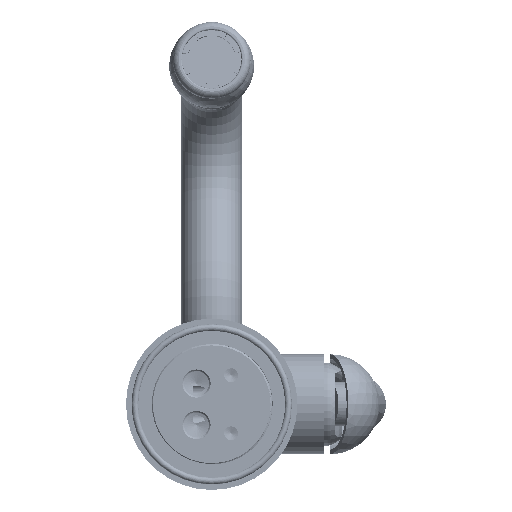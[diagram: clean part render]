
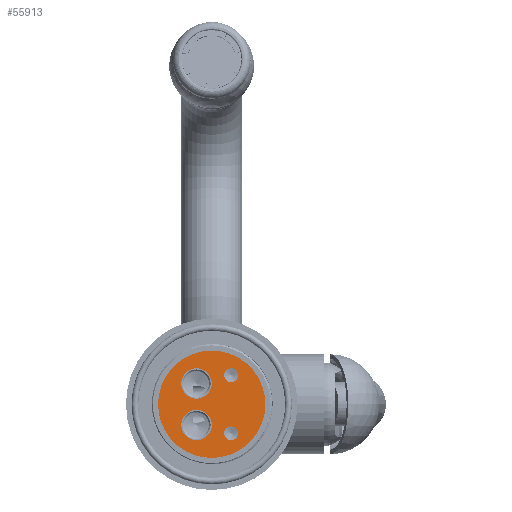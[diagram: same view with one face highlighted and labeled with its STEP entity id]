
A CAD part, front view. The second image highlights one B-rep face of the part: STEP entity #55913.
In plain terms, the highlighted planar face has unit normal (0, -1, 0).
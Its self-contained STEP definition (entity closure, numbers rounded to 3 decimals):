
#63 = EDGE_CURVE ( 'NONE', #4700, #24235, #32786, .T. ) ;
#609 = CARTESIAN_POINT ( 'NONE',  ( -5.5, 1., -7.5 ) ) ;
#1180 = DIRECTION ( 'NONE',  ( 0., 0., -1. ) ) ;
#3680 = CARTESIAN_POINT ( 'NONE',  ( -5.5, 1., 2. ) ) ;
#4227 = CIRCLE ( 'NONE', #5835, 2.5 ) ;
#4252 = VERTEX_POINT ( 'NONE', #58415 ) ;
#4700 = VERTEX_POINT ( 'NONE', #98290 ) ;
#5235 = EDGE_LOOP ( 'NONE', ( #42480, #43472 ) ) ;
#5835 = AXIS2_PLACEMENT_3D ( 'NONE', #42256, #83681, #52818 ) ;
#6182 = AXIS2_PLACEMENT_3D ( 'NONE', #66785, #75373, #90067 ) ;
#7050 = CARTESIAN_POINT ( 'NONE',  ( 7., 1., 8. ) ) ;
#7948 = AXIS2_PLACEMENT_3D ( 'NONE', #23370, #37595, #75521 ) ;
#9108 = ORIENTED_EDGE ( 'NONE', *, *, #99217, .T. ) ;
#9273 = CIRCLE ( 'NONE', #25410, 19.407 ) ;
#11933 = DIRECTION ( 'NONE',  ( 0., -1., 0. ) ) ;
#12573 = VERTEX_POINT ( 'NONE', #21830 ) ;
#15174 = EDGE_CURVE ( 'NONE', #51601, #4252, #9273, .T. ) ;
#15910 = DIRECTION ( 'NONE',  ( 0., -1., 0. ) ) ;
#17738 = ORIENTED_EDGE ( 'NONE', *, *, #91735, .F. ) ;
#17907 = DIRECTION ( 'NONE',  ( 0., 0., -1. ) ) ;
#19216 = CIRCLE ( 'NONE', #7948, 19.407 ) ;
#21830 = CARTESIAN_POINT ( 'NONE',  ( -5.5, 1., 13. ) ) ;
#22782 = CIRCLE ( 'NONE', #45449, 5.5 ) ;
#23370 = CARTESIAN_POINT ( 'NONE',  ( 0., 1., 0. ) ) ;
#24235 = VERTEX_POINT ( 'NONE', #52937 ) ;
#24333 = EDGE_CURVE ( 'NONE', #91516, #12573, #22782, .T. ) ;
#25410 = AXIS2_PLACEMENT_3D ( 'NONE', #54916, #93861, #17907 ) ;
#25976 = CIRCLE ( 'NONE', #69618, 5.5 ) ;
#26916 = EDGE_LOOP ( 'NONE', ( #9108, #85514 ) ) ;
#28641 = VERTEX_POINT ( 'NONE', #38255 ) ;
#31344 = AXIS2_PLACEMENT_3D ( 'NONE', #33745, #11933, #66098 ) ;
#32786 = CIRCLE ( 'NONE', #31344, 2.5 ) ;
#33586 = FACE_BOUND ( 'NONE', #53371, .T. ) ;
#33745 = CARTESIAN_POINT ( 'NONE',  ( 7., 1., -10.5 ) ) ;
#33853 = DIRECTION ( 'NONE',  ( 0., -1., 0. ) ) ;
#34123 = AXIS2_PLACEMENT_3D ( 'NONE', #49563, #33853, #73792 ) ;
#34610 = EDGE_LOOP ( 'NONE', ( #94658, #48198 ) ) ;
#34775 = VERTEX_POINT ( 'NONE', #7050 ) ;
#37595 = DIRECTION ( 'NONE',  ( 0., -1., 0. ) ) ;
#38255 = CARTESIAN_POINT ( 'NONE',  ( 7., 1., 13. ) ) ;
#41257 = CARTESIAN_POINT ( 'NONE',  ( 0., 1., 19.407 ) ) ;
#41716 = CARTESIAN_POINT ( 'NONE',  ( -19.407, 1., 0. ) ) ;
#42256 = CARTESIAN_POINT ( 'NONE',  ( 7., 1., -10.5 ) ) ;
#42360 = EDGE_CURVE ( 'NONE', #100131, #76025, #25976, .T. ) ;
#42480 = ORIENTED_EDGE ( 'NONE', *, *, #24333, .F. ) ;
#43472 = ORIENTED_EDGE ( 'NONE', *, *, #45344, .F. ) ;
#45344 = EDGE_CURVE ( 'NONE', #12573, #91516, #81047, .T. ) ;
#45449 = AXIS2_PLACEMENT_3D ( 'NONE', #46352, #15910, #1180 ) ;
#46352 = CARTESIAN_POINT ( 'NONE',  ( -5.5, 1., 7.5 ) ) ;
#48198 = ORIENTED_EDGE ( 'NONE', *, *, #62077, .F. ) ;
#49563 = CARTESIAN_POINT ( 'NONE',  ( 7., 1., 10.5 ) ) ;
#51601 = VERTEX_POINT ( 'NONE', #41257 ) ;
#51941 = CIRCLE ( 'NONE', #34123, 2.5 ) ;
#52818 = DIRECTION ( 'NONE',  ( 0., 0., -1. ) ) ;
#52937 = CARTESIAN_POINT ( 'NONE',  ( 7., 1., -8. ) ) ;
#52952 = ORIENTED_EDGE ( 'NONE', *, *, #63, .F. ) ;
#53371 = EDGE_LOOP ( 'NONE', ( #52952, #17738 ) ) ;
#54336 = DIRECTION ( 'NONE',  ( 0., -1., 0. ) ) ;
#54916 = CARTESIAN_POINT ( 'NONE',  ( 0., 1., 0. ) ) ;
#55913 = ADVANCED_FACE ( 'NONE', ( #87763, #33586, #86742, #79173, #95339 ), #72056, .F. ) ;
#56816 = ORIENTED_EDGE ( 'NONE', *, *, #42360, .F. ) ;
#58415 = CARTESIAN_POINT ( 'NONE',  ( 0., 1., -19.407 ) ) ;
#60017 = DIRECTION ( 'NONE',  ( 0., -1., 0. ) ) ;
#61011 = CARTESIAN_POINT ( 'NONE',  ( -5.5, 1., 7.5 ) ) ;
#61696 = AXIS2_PLACEMENT_3D ( 'NONE', #61011, #60017, #76698 ) ;
#62077 = EDGE_CURVE ( 'NONE', #28641, #34775, #51941, .T. ) ;
#62123 = CARTESIAN_POINT ( 'NONE',  ( -5.5, 1., -2. ) ) ;
#62986 = DIRECTION ( 'NONE',  ( 0., 0., 1. ) ) ;
#64462 = DIRECTION ( 'NONE',  ( 0., 1., 0. ) ) ;
#64619 = DIRECTION ( 'NONE',  ( 0., -1., 0. ) ) ;
#65898 = EDGE_CURVE ( 'NONE', #76025, #100131, #92575, .T. ) ;
#66098 = DIRECTION ( 'NONE',  ( 0., 0., -1. ) ) ;
#66785 = CARTESIAN_POINT ( 'NONE',  ( 7., 1., 10.5 ) ) ;
#69618 = AXIS2_PLACEMENT_3D ( 'NONE', #86890, #64619, #94975 ) ;
#69747 = EDGE_LOOP ( 'NONE', ( #91257, #56816 ) ) ;
#70901 = CIRCLE ( 'NONE', #6182, 2.5 ) ;
#72056 = PLANE ( 'NONE',  #87154 ) ;
#73792 = DIRECTION ( 'NONE',  ( 0., 0., -1. ) ) ;
#75373 = DIRECTION ( 'NONE',  ( 0., -1., 0. ) ) ;
#75521 = DIRECTION ( 'NONE',  ( 0., 0., -1. ) ) ;
#76025 = VERTEX_POINT ( 'NONE', #89750 ) ;
#76698 = DIRECTION ( 'NONE',  ( 0., 0., -1. ) ) ;
#79173 = FACE_BOUND ( 'NONE', #69747, .T. ) ;
#81047 = CIRCLE ( 'NONE', #61696, 5.5 ) ;
#83681 = DIRECTION ( 'NONE',  ( 0., -1., 0. ) ) ;
#85199 = DIRECTION ( 'NONE',  ( 0., 0., -1. ) ) ;
#85514 = ORIENTED_EDGE ( 'NONE', *, *, #15174, .T. ) ;
#86742 = FACE_BOUND ( 'NONE', #5235, .T. ) ;
#86890 = CARTESIAN_POINT ( 'NONE',  ( -5.5, 1., -7.5 ) ) ;
#87154 = AXIS2_PLACEMENT_3D ( 'NONE', #41716, #64462, #62986 ) ;
#87763 = FACE_BOUND ( 'NONE', #34610, .T. ) ;
#89750 = CARTESIAN_POINT ( 'NONE',  ( -5.5, 1., -13. ) ) ;
#90067 = DIRECTION ( 'NONE',  ( 0., 0., -1. ) ) ;
#91257 = ORIENTED_EDGE ( 'NONE', *, *, #65898, .F. ) ;
#91516 = VERTEX_POINT ( 'NONE', #3680 ) ;
#91735 = EDGE_CURVE ( 'NONE', #24235, #4700, #4227, .T. ) ;
#92575 = CIRCLE ( 'NONE', #95753, 5.5 ) ;
#93861 = DIRECTION ( 'NONE',  ( 0., -1., 0. ) ) ;
#94658 = ORIENTED_EDGE ( 'NONE', *, *, #97690, .F. ) ;
#94975 = DIRECTION ( 'NONE',  ( 0., 0., -1. ) ) ;
#95339 = FACE_OUTER_BOUND ( 'NONE', #26916, .T. ) ;
#95753 = AXIS2_PLACEMENT_3D ( 'NONE', #609, #54336, #85199 ) ;
#97690 = EDGE_CURVE ( 'NONE', #34775, #28641, #70901, .T. ) ;
#98290 = CARTESIAN_POINT ( 'NONE',  ( 7., 1., -13. ) ) ;
#99217 = EDGE_CURVE ( 'NONE', #4252, #51601, #19216, .T. ) ;
#100131 = VERTEX_POINT ( 'NONE', #62123 ) ;
